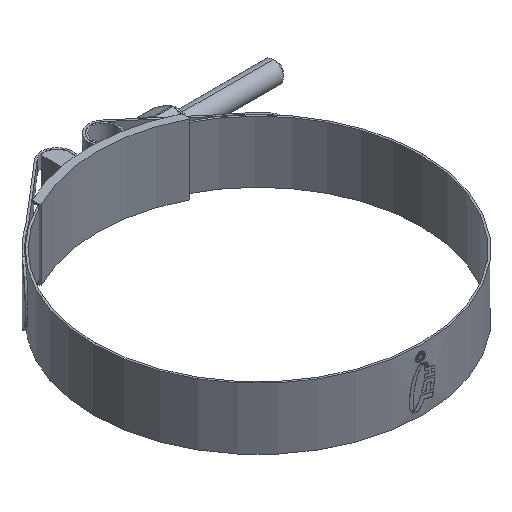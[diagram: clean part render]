
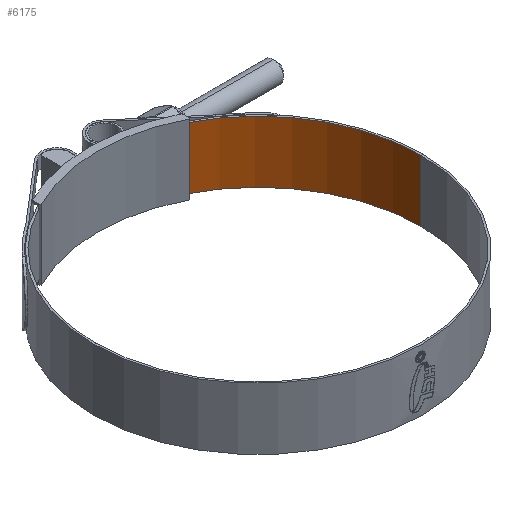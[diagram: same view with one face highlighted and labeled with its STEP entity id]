
A CAD part, isometric view. The second image highlights one B-rep face of the part: STEP entity #6175.
In plain terms, the highlighted cylindrical face has radius 51 mm (diameter 102 mm), a partial arc.
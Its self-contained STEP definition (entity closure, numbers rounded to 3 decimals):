
#574 = DIRECTION ( 'NONE',  ( 0., 0., -1. ) ) ;
#719 = DIRECTION ( 'NONE',  ( -1., 0., 0. ) ) ;
#772 = VERTEX_POINT ( 'NONE', #10173 ) ;
#913 = AXIS2_PLACEMENT_3D ( 'NONE', #6294, #574, #719 ) ;
#944 = DIRECTION ( 'NONE',  ( 0., 0., -1. ) ) ;
#1351 = CARTESIAN_POINT ( 'NONE',  ( 51., 0., 9.65 ) ) ;
#1554 = EDGE_CURVE ( 'NONE', #3096, #772, #6269, .T. ) ;
#1864 = VECTOR ( 'NONE', #7934, 1000. ) ;
#1983 = CARTESIAN_POINT ( 'NONE',  ( 0., 0., 9.65 ) ) ;
#2057 = DIRECTION ( 'NONE',  ( 0., 0., -1. ) ) ;
#2493 = DIRECTION ( 'NONE',  ( -1., 0., 0. ) ) ;
#3096 = VERTEX_POINT ( 'NONE', #5733 ) ;
#3809 = CARTESIAN_POINT ( 'NONE',  ( 6.83, 50.541, 9.65 ) ) ;
#3905 = VERTEX_POINT ( 'NONE', #3809 ) ;
#4038 = CIRCLE ( 'NONE', #11062, 51. ) ;
#4060 = ORIENTED_EDGE ( 'NONE', *, *, #1554, .T. ) ;
#4178 = AXIS2_PLACEMENT_3D ( 'NONE', #12540, #7764, #2493 ) ;
#4974 = CARTESIAN_POINT ( 'NONE',  ( 51., 0., 9.65 ) ) ;
#5006 = ORIENTED_EDGE ( 'NONE', *, *, #11607, .T. ) ;
#5276 = CYLINDRICAL_SURFACE ( 'NONE', #913, 51. ) ;
#5733 = CARTESIAN_POINT ( 'NONE',  ( 6.83, 50.541, -9.65 ) ) ;
#6175 = ADVANCED_FACE ( 'NONE', ( #6370 ), #5276, .F. ) ;
#6269 = CIRCLE ( 'NONE', #4178, 51. ) ;
#6294 = CARTESIAN_POINT ( 'NONE',  ( 0., 0., 9.65 ) ) ;
#6370 = FACE_OUTER_BOUND ( 'NONE', #12708, .T. ) ;
#7208 = ORIENTED_EDGE ( 'NONE', *, *, #13435, .F. ) ;
#7764 = DIRECTION ( 'NONE',  ( 0., 0., -1. ) ) ;
#7934 = DIRECTION ( 'NONE',  ( 0., 0., -1. ) ) ;
#8270 = EDGE_CURVE ( 'NONE', #8612, #772, #13504, .T. ) ;
#8612 = VERTEX_POINT ( 'NONE', #4974 ) ;
#8635 = CARTESIAN_POINT ( 'NONE',  ( 6.83, 50.541, 9.65 ) ) ;
#8793 = LINE ( 'NONE', #8635, #10109 ) ;
#10109 = VECTOR ( 'NONE', #944, 1000. ) ;
#10173 = CARTESIAN_POINT ( 'NONE',  ( 51., 0., -9.65 ) ) ;
#11062 = AXIS2_PLACEMENT_3D ( 'NONE', #1983, #2057, #12959 ) ;
#11607 = EDGE_CURVE ( 'NONE', #3905, #3096, #8793, .T. ) ;
#12540 = CARTESIAN_POINT ( 'NONE',  ( 0., 0., -9.65 ) ) ;
#12708 = EDGE_LOOP ( 'NONE', ( #13019, #7208, #5006, #4060 ) ) ;
#12959 = DIRECTION ( 'NONE',  ( -1., 0., 0. ) ) ;
#13019 = ORIENTED_EDGE ( 'NONE', *, *, #8270, .F. ) ;
#13435 = EDGE_CURVE ( 'NONE', #3905, #8612, #4038, .T. ) ;
#13504 = LINE ( 'NONE', #1351, #1864 ) ;
